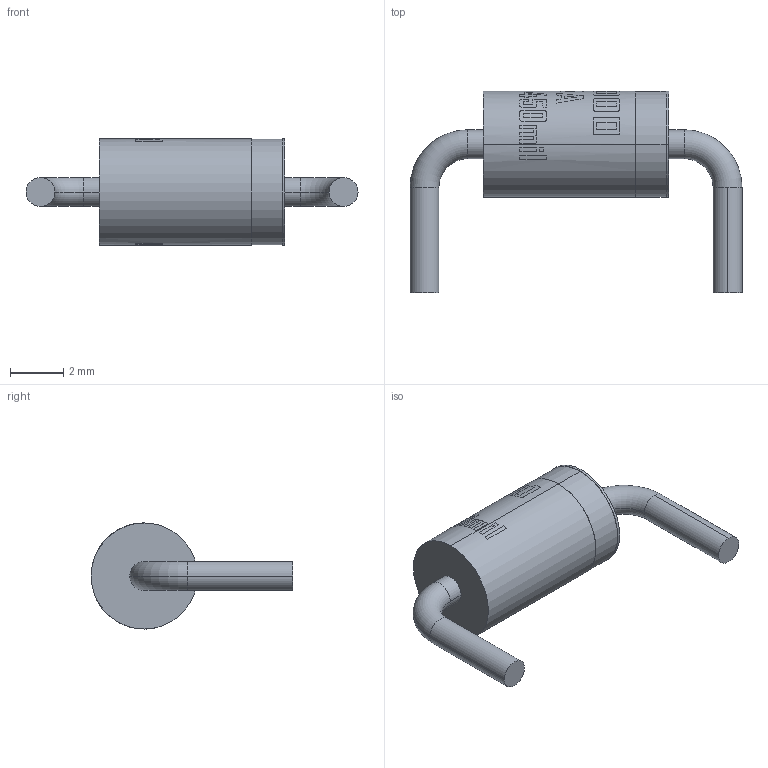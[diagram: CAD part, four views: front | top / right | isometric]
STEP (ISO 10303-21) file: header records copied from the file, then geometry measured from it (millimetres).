
FILE_DESCRIPTION (( 'STEP AP214' ), '1' );
FILE_NAME ('D2A_Normal_450mil_rev1.0.STEP', '2023-03-16T20:06:35', ( '' ), ( '' ), 'SwSTEP 2.0', 'SolidWorks 2020', '' );
FILE_SCHEMA (( 'AUTOMOTIVE_DESIGN' ));
Length unit declared in the file: millimetre
Products named in the file (1): D2A_Normal_450mil_rev1.0
Bounding box: 12.52 x 7.6 x 4 mm (x, y, z)
Volume: 101.1 mm3; surface area: 162 mm2
Topology: 1 solids, 1 shells, 58 faces, 320 edges, 302 vertices
Faces by surface type: cylinder 48, plane 6, torus 4
Entity records: 4666 total; most frequent: CARTESIAN_POINT 1337, ORIENTED_EDGE 640, DIRECTION 475, EDGE_CURVE 320, VERTEX_POINT 302, AXIS2_PLACEMENT_3D 187, CIRCLE 128, LINE 101
